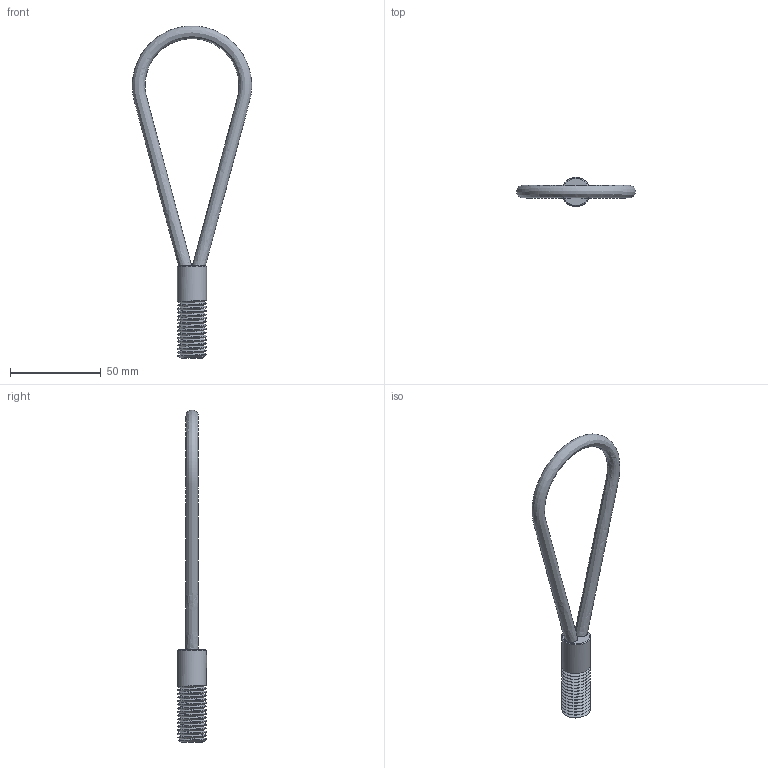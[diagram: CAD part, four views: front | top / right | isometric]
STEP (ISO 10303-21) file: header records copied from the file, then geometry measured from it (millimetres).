
FILE_DESCRIPTION(/* description */ ('..'),/* implementation_level */ '2;1');
FILE_NAME(/* name */ 'Vajerløft 1260 Vmo M16',/* time_stamp */ '2020-03-13T20:23:45+01:00',/* author */ ('Odd EH'),/* organization */ ('DESCARTES'),/* preprocessor_version */ 'ST-DEVELOPER v16.7',/* originating_system */ 'DEX',/* authorisation */ $);
FILE_SCHEMA (('AUTOMOTIVE_DESIGN {1 0 10303 214 3 1 1}'));
Length unit declared in the file: millimetre
Products named in the file (1): Vajerløft 1260 Vmo M16
Bounding box: 65.7 x 16 x 182.86 mm (x, y, z)
Volume: 20542.4 mm3; surface area: 10473.2 mm2
Topology: 1 solids, 1 shells, 26 faces, 68 edges, 44 vertices
Faces by surface type: cylinder 15, plane 6, bspline 3, cone 2
Full cylindrical faces by diameter (mm): 16 x14
Entity records: 2525 total; most frequent: CARTESIAN_POINT 2279, DIRECTION 41, ORIENTED_EDGE 40, EDGE_CURVE 20, EDGE_LOOP 18, FACE_BOUND 18, AXIS2_PLACEMENT_3D 18, VERTEX_POINT 14
